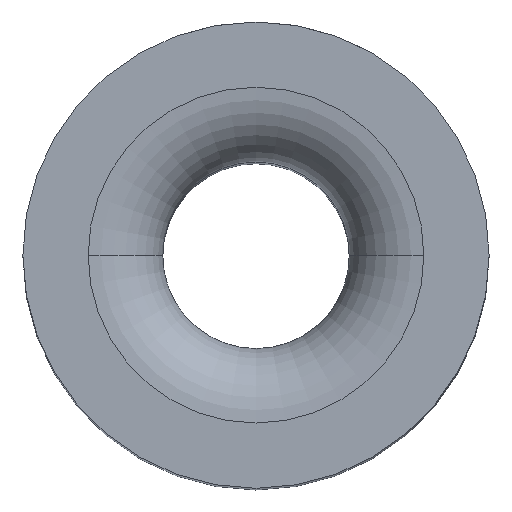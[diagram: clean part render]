
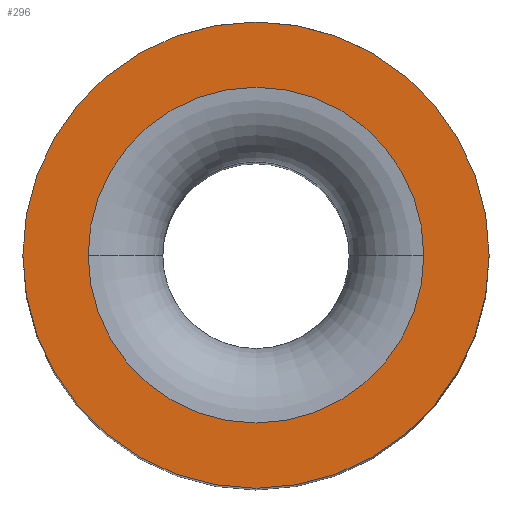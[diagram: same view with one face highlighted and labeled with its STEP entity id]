
A CAD part, top view. The second image highlights one B-rep face of the part: STEP entity #296.
In plain terms, the highlighted planar face has unit normal (0, 0, 1).
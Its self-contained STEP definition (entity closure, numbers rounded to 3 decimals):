
#13 = DIRECTION ( 'NONE',  ( 0., 0., 1. ) ) ;
#14 = EDGE_CURVE ( 'NONE', #758, #37, #1057, .T. ) ;
#37 = VERTEX_POINT ( 'NONE', #440 ) ;
#67 = ORIENTED_EDGE ( 'NONE', *, *, #218, .T. ) ;
#103 = CIRCLE ( 'NONE', #1063, 2.5 ) ;
#128 = AXIS2_PLACEMENT_3D ( 'NONE', #699, #13, #618 ) ;
#135 = CARTESIAN_POINT ( 'NONE',  ( 0., 0., 12. ) ) ;
#144 = DIRECTION ( 'NONE',  ( 1., 0., 0. ) ) ;
#147 = ORIENTED_EDGE ( 'NONE', *, *, #197, .T. ) ;
#158 = AXIS2_PLACEMENT_3D ( 'NONE', #965, #873, #798 ) ;
#197 = EDGE_CURVE ( 'NONE', #869, #776, #921, .T. ) ;
#218 = EDGE_CURVE ( 'NONE', #37, #758, #261, .T. ) ;
#226 = DIRECTION ( 'NONE',  ( 1., 0., 0. ) ) ;
#237 = DIRECTION ( 'NONE',  ( 1., 0., 0. ) ) ;
#261 = CIRCLE ( 'NONE', #722, 1.8 ) ;
#271 = ORIENTED_EDGE ( 'NONE', *, *, #14, .T. ) ;
#296 = ADVANCED_FACE ( 'NONE', ( #410, #453 ), #967, .T. ) ;
#356 = EDGE_LOOP ( 'NONE', ( #271, #67 ) ) ;
#399 = DIRECTION ( 'NONE',  ( 0., 0., 1. ) ) ;
#403 = CARTESIAN_POINT ( 'NONE',  ( 0., 0., 12. ) ) ;
#410 = FACE_BOUND ( 'NONE', #356, .T. ) ;
#413 = ORIENTED_EDGE ( 'NONE', *, *, #617, .T. ) ;
#440 = CARTESIAN_POINT ( 'NONE',  ( -1.8, 0., 12. ) ) ;
#453 = FACE_OUTER_BOUND ( 'NONE', #990, .T. ) ;
#617 = EDGE_CURVE ( 'NONE', #776, #869, #103, .T. ) ;
#618 = DIRECTION ( 'NONE',  ( 1., 0., 0. ) ) ;
#671 = AXIS2_PLACEMENT_3D ( 'NONE', #727, #399, #237 ) ;
#682 = CARTESIAN_POINT ( 'NONE',  ( 2.5, 0., 12. ) ) ;
#699 = CARTESIAN_POINT ( 'NONE',  ( 0., 0., 12. ) ) ;
#722 = AXIS2_PLACEMENT_3D ( 'NONE', #403, #999, #144 ) ;
#727 = CARTESIAN_POINT ( 'NONE',  ( 0., 0., 12. ) ) ;
#733 = DIRECTION ( 'NONE',  ( 0., 0., 1. ) ) ;
#758 = VERTEX_POINT ( 'NONE', #1128 ) ;
#776 = VERTEX_POINT ( 'NONE', #682 ) ;
#798 = DIRECTION ( 'NONE',  ( 1., 0., 0. ) ) ;
#869 = VERTEX_POINT ( 'NONE', #1085 ) ;
#873 = DIRECTION ( 'NONE',  ( 0., 0., -1. ) ) ;
#921 = CIRCLE ( 'NONE', #671, 2.5 ) ;
#965 = CARTESIAN_POINT ( 'NONE',  ( 0., 0., 12. ) ) ;
#967 = PLANE ( 'NONE',  #128 ) ;
#990 = EDGE_LOOP ( 'NONE', ( #147, #413 ) ) ;
#999 = DIRECTION ( 'NONE',  ( 0., 0., -1. ) ) ;
#1057 = CIRCLE ( 'NONE', #158, 1.8 ) ;
#1063 = AXIS2_PLACEMENT_3D ( 'NONE', #135, #733, #226 ) ;
#1085 = CARTESIAN_POINT ( 'NONE',  ( -2.5, 0., 12. ) ) ;
#1128 = CARTESIAN_POINT ( 'NONE',  ( 1.8, 0., 12. ) ) ;
